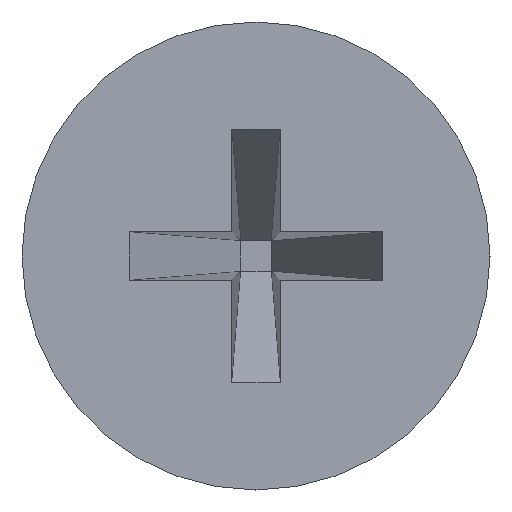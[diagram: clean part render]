
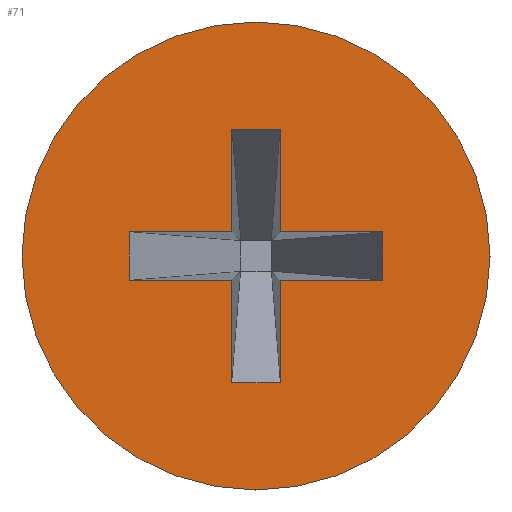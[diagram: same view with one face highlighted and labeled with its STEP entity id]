
A CAD part, left-side view. The second image highlights one B-rep face of the part: STEP entity #71.
In plain terms, the highlighted planar face has unit normal (-1, 0, 0).
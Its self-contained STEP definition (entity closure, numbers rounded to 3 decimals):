
#1 = CARTESIAN_POINT ( 'NONE',  ( 1.7, 0.291, 0. ) ) ;
#20 = EDGE_CURVE ( 'NONE', #516, #36, #491, .T. ) ;
#26 = ORIENTED_EDGE ( 'NONE', *, *, #498, .T. ) ;
#31 = CARTESIAN_POINT ( 'NONE',  ( 1.7, 0., 0. ) ) ;
#35 = DIRECTION ( 'NONE',  ( 0., 0., -1. ) ) ;
#36 = VERTEX_POINT ( 'NONE', #107 ) ;
#40 = CARTESIAN_POINT ( 'NONE',  ( 1.7, 0., -0.291 ) ) ;
#49 = FACE_BOUND ( 'NONE', #214, .T. ) ;
#53 = EDGE_CURVE ( 'NONE', #452, #221, #375, .T. ) ;
#56 = ORIENTED_EDGE ( 'NONE', *, *, #261, .T. ) ;
#71 = ADVANCED_FACE ( 'NONE', ( #508, #49 ), #192, .F. ) ;
#73 = AXIS2_PLACEMENT_3D ( 'NONE', #380, #103, #238 ) ;
#83 = DIRECTION ( 'NONE',  ( 0., -1., 0. ) ) ;
#89 = LINE ( 'NONE', #539, #227 ) ;
#90 = CARTESIAN_POINT ( 'NONE',  ( 1.7, -0.185, 1.516 ) ) ;
#102 = LINE ( 'NONE', #423, #290 ) ;
#103 = DIRECTION ( 'NONE',  ( 1., 0., 0. ) ) ;
#107 = CARTESIAN_POINT ( 'NONE',  ( 1.7, 0.291, 1.516 ) ) ;
#115 = CARTESIAN_POINT ( 'NONE',  ( 1.7, 1.516, -0.291 ) ) ;
#120 = VERTEX_POINT ( 'NONE', #195 ) ;
#125 = CARTESIAN_POINT ( 'NONE',  ( 1.7, 1.516, 0.291 ) ) ;
#127 = DIRECTION ( 'NONE',  ( 0., 0., -1. ) ) ;
#128 = VECTOR ( 'NONE', #319, 1000. ) ;
#131 = LINE ( 'NONE', #406, #342 ) ;
#143 = LINE ( 'NONE', #405, #128 ) ;
#145 = DIRECTION ( 'NONE',  ( 0., -1., 0. ) ) ;
#146 = VERTEX_POINT ( 'NONE', #326 ) ;
#155 = CARTESIAN_POINT ( 'NONE',  ( 1.7, -0.291, -1.516 ) ) ;
#161 = VERTEX_POINT ( 'NONE', #115 ) ;
#166 = EDGE_CURVE ( 'NONE', #511, #161, #250, .T. ) ;
#171 = CARTESIAN_POINT ( 'NONE',  ( 1.7, 0.291, 0. ) ) ;
#176 = AXIS2_PLACEMENT_3D ( 'NONE', #31, #216, #35 ) ;
#183 = LINE ( 'NONE', #229, #310 ) ;
#192 = PLANE ( 'NONE',  #73 ) ;
#195 = CARTESIAN_POINT ( 'NONE',  ( 1.7, 0., 2.8 ) ) ;
#203 = DIRECTION ( 'NONE',  ( 0., 0., -1. ) ) ;
#205 = VERTEX_POINT ( 'NONE', #155 ) ;
#208 = CARTESIAN_POINT ( 'NONE',  ( 1.7, -1.516, 0.291 ) ) ;
#214 = EDGE_LOOP ( 'NONE', ( #217, #309, #274, #578, #26, #255, #56, #445, #487, #515, #251, #569 ) ) ;
#216 = DIRECTION ( 'NONE',  ( -1., 0., 0. ) ) ;
#217 = ORIENTED_EDGE ( 'NONE', *, *, #391, .T. ) ;
#221 = VERTEX_POINT ( 'NONE', #208 ) ;
#222 = DIRECTION ( 'NONE',  ( 0., 0., 1. ) ) ;
#227 = VECTOR ( 'NONE', #83, 1000. ) ;
#229 = CARTESIAN_POINT ( 'NONE',  ( 1.7, -1.516, -0.185 ) ) ;
#233 = VERTEX_POINT ( 'NONE', #346 ) ;
#238 = DIRECTION ( 'NONE',  ( 0., 0., -1. ) ) ;
#247 = VECTOR ( 'NONE', #316, 1000. ) ;
#250 = LINE ( 'NONE', #254, #424 ) ;
#251 = ORIENTED_EDGE ( 'NONE', *, *, #299, .T. ) ;
#254 = CARTESIAN_POINT ( 'NONE',  ( 1.7, 0., -0.291 ) ) ;
#255 = ORIENTED_EDGE ( 'NONE', *, *, #20, .F. ) ;
#259 = CIRCLE ( 'NONE', #468, 2.8 ) ;
#261 = EDGE_CURVE ( 'NONE', #516, #452, #431, .T. ) ;
#270 = CARTESIAN_POINT ( 'NONE',  ( 1.7, -1.516, -0.291 ) ) ;
#274 = ORIENTED_EDGE ( 'NONE', *, *, #547, .F. ) ;
#281 = CARTESIAN_POINT ( 'NONE',  ( 1.7, 0., 0. ) ) ;
#287 = CARTESIAN_POINT ( 'NONE',  ( 1.7, 0., 0.291 ) ) ;
#290 = VECTOR ( 'NONE', #203, 1000. ) ;
#297 = VERTEX_POINT ( 'NONE', #270 ) ;
#299 = EDGE_CURVE ( 'NONE', #403, #205, #131, .T. ) ;
#308 = DIRECTION ( 'NONE',  ( 0., 0., -1. ) ) ;
#309 = ORIENTED_EDGE ( 'NONE', *, *, #166, .T. ) ;
#310 = VECTOR ( 'NONE', #222, 1000. ) ;
#316 = DIRECTION ( 'NONE',  ( 0., 0., 1. ) ) ;
#319 = DIRECTION ( 'NONE',  ( 0., -1., 0. ) ) ;
#320 = LINE ( 'NONE', #171, #247 ) ;
#325 = DIRECTION ( 'NONE',  ( 0., 1., 0. ) ) ;
#326 = CARTESIAN_POINT ( 'NONE',  ( 1.7, 0.291, 0.291 ) ) ;
#330 = CARTESIAN_POINT ( 'NONE',  ( 1.7, -0.291, 1.516 ) ) ;
#332 = CARTESIAN_POINT ( 'NONE',  ( 1.7, -0.291, 0.291 ) ) ;
#333 = VECTOR ( 'NONE', #145, 1000. ) ;
#336 = DIRECTION ( 'NONE',  ( 0., 1., 0. ) ) ;
#340 = CARTESIAN_POINT ( 'NONE',  ( 1.7, -0.291, 0. ) ) ;
#341 = VERTEX_POINT ( 'NONE', #484 ) ;
#342 = VECTOR ( 'NONE', #127, 1000. ) ;
#345 = EDGE_CURVE ( 'NONE', #297, #221, #183, .T. ) ;
#346 = CARTESIAN_POINT ( 'NONE',  ( 1.7, 0.291, -1.516 ) ) ;
#351 = VECTOR ( 'NONE', #308, 1000. ) ;
#364 = CARTESIAN_POINT ( 'NONE',  ( 1.7, 0.291, -0.291 ) ) ;
#375 = LINE ( 'NONE', #287, #333 ) ;
#379 = VECTOR ( 'NONE', #444, 1000. ) ;
#380 = CARTESIAN_POINT ( 'NONE',  ( 1.7, 4.5, -2.8 ) ) ;
#382 = EDGE_CURVE ( 'NONE', #120, #341, #477, .T. ) ;
#387 = EDGE_CURVE ( 'NONE', #429, #146, #89, .T. ) ;
#388 = ORIENTED_EDGE ( 'NONE', *, *, #382, .T. ) ;
#389 = VECTOR ( 'NONE', #325, 1000. ) ;
#391 = EDGE_CURVE ( 'NONE', #233, #511, #320, .T. ) ;
#402 = CARTESIAN_POINT ( 'NONE',  ( 1.7, -0.291, -0.291 ) ) ;
#403 = VERTEX_POINT ( 'NONE', #402 ) ;
#405 = CARTESIAN_POINT ( 'NONE',  ( 1.7, 0.185, -1.516 ) ) ;
#406 = CARTESIAN_POINT ( 'NONE',  ( 1.7, -0.291, 0. ) ) ;
#410 = DIRECTION ( 'NONE',  ( 0., 0., -1. ) ) ;
#411 = ORIENTED_EDGE ( 'NONE', *, *, #461, .T. ) ;
#418 = EDGE_CURVE ( 'NONE', #297, #403, #441, .T. ) ;
#423 = CARTESIAN_POINT ( 'NONE',  ( 1.7, 1.516, 0.185 ) ) ;
#424 = VECTOR ( 'NONE', #336, 1000. ) ;
#429 = VERTEX_POINT ( 'NONE', #125 ) ;
#431 = LINE ( 'NONE', #340, #351 ) ;
#441 = LINE ( 'NONE', #40, #379 ) ;
#444 = DIRECTION ( 'NONE',  ( 0., 1., 0. ) ) ;
#445 = ORIENTED_EDGE ( 'NONE', *, *, #53, .T. ) ;
#452 = VERTEX_POINT ( 'NONE', #332 ) ;
#461 = EDGE_CURVE ( 'NONE', #341, #120, #259, .T. ) ;
#468 = AXIS2_PLACEMENT_3D ( 'NONE', #281, #583, #410 ) ;
#469 = EDGE_LOOP ( 'NONE', ( #388, #411 ) ) ;
#477 = CIRCLE ( 'NONE', #176, 2.8 ) ;
#484 = CARTESIAN_POINT ( 'NONE',  ( 1.7, 0., -2.8 ) ) ;
#486 = EDGE_CURVE ( 'NONE', #233, #205, #143, .T. ) ;
#487 = ORIENTED_EDGE ( 'NONE', *, *, #345, .F. ) ;
#489 = LINE ( 'NONE', #1, #532 ) ;
#491 = LINE ( 'NONE', #90, #389 ) ;
#498 = EDGE_CURVE ( 'NONE', #146, #36, #489, .T. ) ;
#508 = FACE_OUTER_BOUND ( 'NONE', #469, .T. ) ;
#511 = VERTEX_POINT ( 'NONE', #364 ) ;
#515 = ORIENTED_EDGE ( 'NONE', *, *, #418, .T. ) ;
#516 = VERTEX_POINT ( 'NONE', #330 ) ;
#532 = VECTOR ( 'NONE', #548, 1000. ) ;
#539 = CARTESIAN_POINT ( 'NONE',  ( 1.7, 0., 0.291 ) ) ;
#547 = EDGE_CURVE ( 'NONE', #429, #161, #102, .T. ) ;
#548 = DIRECTION ( 'NONE',  ( 0., 0., 1. ) ) ;
#569 = ORIENTED_EDGE ( 'NONE', *, *, #486, .F. ) ;
#578 = ORIENTED_EDGE ( 'NONE', *, *, #387, .T. ) ;
#583 = DIRECTION ( 'NONE',  ( -1., 0., 0. ) ) ;
